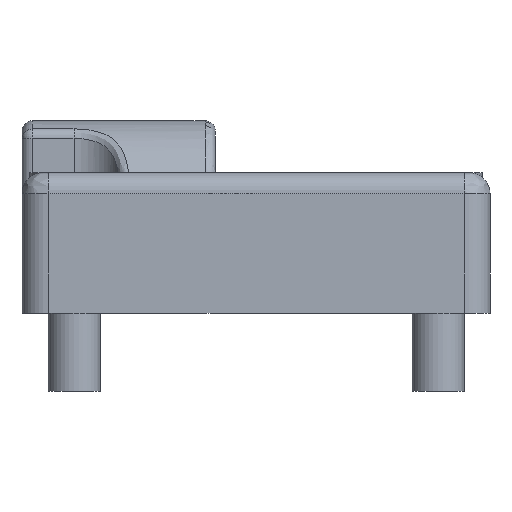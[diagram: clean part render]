
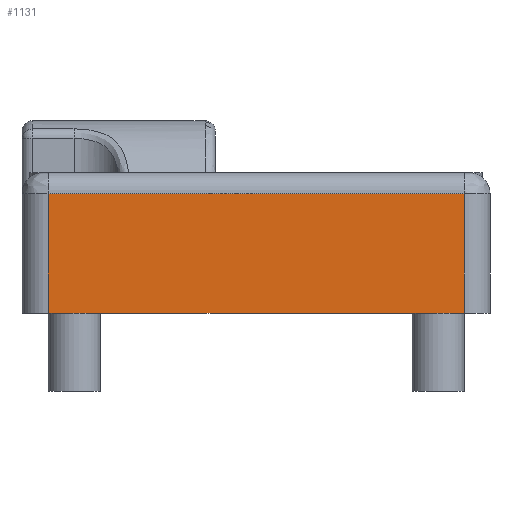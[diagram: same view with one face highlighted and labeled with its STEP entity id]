
A CAD part, left-side view. The second image highlights one B-rep face of the part: STEP entity #1131.
In plain terms, the highlighted planar face has unit normal (-1, 0, 0).
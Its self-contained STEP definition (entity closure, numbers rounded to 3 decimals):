
#159=FACE_OUTER_BOUND('',#235,.T.);
#235=EDGE_LOOP('',(#857,#858,#859,#860));
#347=LINE('',#1831,#440);
#349=LINE('',#1850,#442);
#351=LINE('',#1856,#444);
#352=LINE('',#1857,#445);
#440=VECTOR('',#1432,10.);
#442=VECTOR('',#1444,10.);
#444=VECTOR('',#1450,10.);
#445=VECTOR('',#1451,10.);
#532=VERTEX_POINT('',#1825);
#533=VERTEX_POINT('',#1829);
#536=VERTEX_POINT('',#1849);
#538=VERTEX_POINT('',#1855);
#654=EDGE_CURVE('',#532,#533,#347,.T.);
#659=EDGE_CURVE('',#533,#536,#349,.T.);
#662=EDGE_CURVE('',#538,#532,#351,.T.);
#663=EDGE_CURVE('',#538,#536,#352,.T.);
#857=ORIENTED_EDGE('',*,*,#654,.F.);
#858=ORIENTED_EDGE('',*,*,#662,.F.);
#859=ORIENTED_EDGE('',*,*,#663,.T.);
#860=ORIENTED_EDGE('',*,*,#659,.F.);
#1086=PLANE('',#1227);
#1131=ADVANCED_FACE('',(#159),#1086,.T.);
#1227=AXIS2_PLACEMENT_3D('',#1854,#1448,#1449);
#1432=DIRECTION('',(0.,-1.,0.));
#1444=DIRECTION('',(0.,0.,-1.));
#1448=DIRECTION('center_axis',(-1.,0.,0.));
#1449=DIRECTION('ref_axis',(0.,-1.,0.));
#1450=DIRECTION('',(0.,0.,1.));
#1451=DIRECTION('',(0.,-1.,0.));
#1825=CARTESIAN_POINT('',(-10.,20.,11.5));
#1829=CARTESIAN_POINT('',(-10.,-20.,11.5));
#1831=CARTESIAN_POINT('',(-10.,11.25,11.5));
#1849=CARTESIAN_POINT('',(-10.,-20.,0.));
#1850=CARTESIAN_POINT('',(-10.,-20.,0.));
#1854=CARTESIAN_POINT('Origin',(-10.,22.5,0.));
#1855=CARTESIAN_POINT('',(-10.,20.,0.));
#1856=CARTESIAN_POINT('',(-10.,20.,0.));
#1857=CARTESIAN_POINT('',(-10.,22.5,0.));
